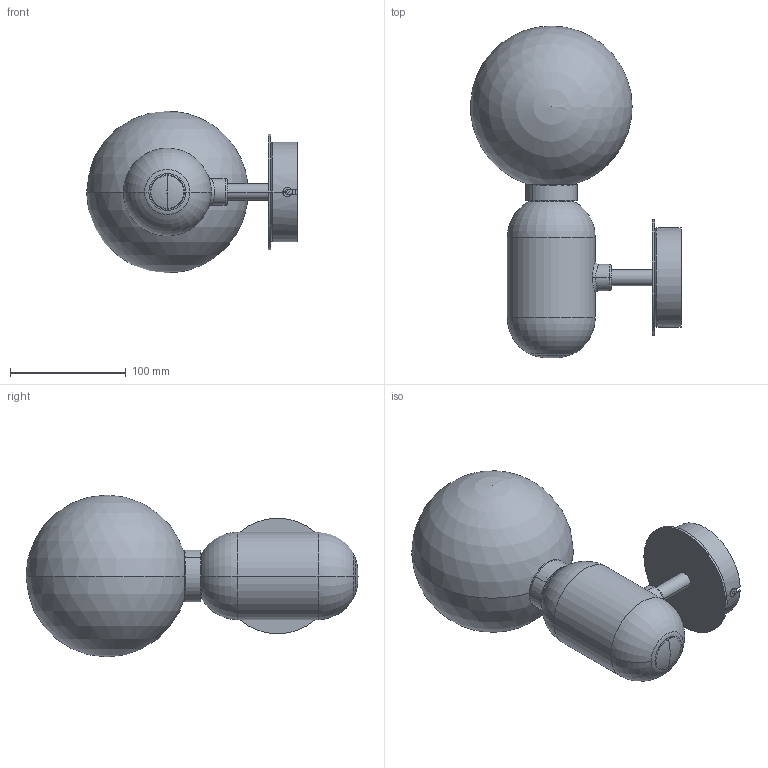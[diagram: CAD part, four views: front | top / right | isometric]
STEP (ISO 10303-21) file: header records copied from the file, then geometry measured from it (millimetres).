
FILE_DESCRIPTION (( 'STEP AP214' ), '1' );
FILE_NAME ('ABALLS A.STEP', '2015-10-13T19:00:22', ( 'Josep Sancho' ), ( '' ), 'SwSTEP 2.0', 'SolidWorks 2013', '' );
FILE_SCHEMA (( 'AUTOMOTIVE_DESIGN' ));
Length unit declared in the file: millimetre
Products named in the file (12): 061701300000 - CILINDRO CUELLO DIAM.45X14MM ROSCA HEMBRA; 021900400000 - ESPARRAGO DIN913 M4X4MM ACERO 12.9; 021602600000 - TORNILLO DIN7991 M4X10 INOX; 057602900102 - SOPORTE PUENTE 79X20MM ZINCADO BLANCO; 017700200000 - MANGUITO DIAM.14X39MM M10; 026703000000 - DISCO DIAM. 100X2MM TALADRO 10 FRESADO; 060900100000 - EMBUTICION DIAM.86X23MM TALADRO 10,25; 054101000000 - TAPON EMBELLECEDOR ABALLS A DIAM.32X10MM; 061000300000 - ROSCA MACHO M43 MECANIZADA DIAM.43X15MM; 067602800103 - DIFUSOR CRISTAL OPAL BLANCO MATE DIAM.140 TALADRO 39MM; 052700600000 - CERAMICA DIAM.76X134MM; ABALLS A
Assembly tree (12 placements, depth 2):
  ABALLS A
    052700600000 - CERAMICA DIAM.76X134MM
    067602800103 - DIFUSOR CRISTAL OPAL BLANCO MATE DIAM.140 TALADRO 39MM
    061000300000 - ROSCA MACHO M43 MECANIZADA DIAM.43X15MM
    054101000000 - TAPON EMBELLECEDOR ABALLS A DIAM.32X10MM
    060900100000 - EMBUTICION DIAM.86X23MM TALADRO 10,25
    026703000000 - DISCO DIAM. 100X2MM TALADRO 10 FRESADO
    017700200000 - MANGUITO DIAM.14X39MM M10
    057602900102 - SOPORTE PUENTE 79X20MM ZINCADO BLANCO
    021602600000 - TORNILLO DIN7991 M4X10 INOX  x2
    021900400000 - ESPARRAGO DIN913 M4X4MM ACERO 12.9
    061701300000 - CILINDRO CUELLO DIAM.45X14MM ROSCA HEMBRA
Bounding box: 182.51 x 287.45 x 140 mm (x, y, z)
Volume: 423069.7 mm3; surface area: 238487.8 mm2
Topology: 12 solids, 12 shells, 310 faces, 712 edges, 430 vertices
Faces by surface type: cylinder 102, cone 96, plane 74, torus 26, bspline 8, sphere 4
Entity records: 10288 total; most frequent: CARTESIAN_POINT 2874, DIRECTION 1558, ORIENTED_EDGE 1324, EDGE_CURVE 662, AXIS2_PLACEMENT_3D 638, VERTEX_POINT 402, EDGE_LOOP 346, CIRCLE 338
